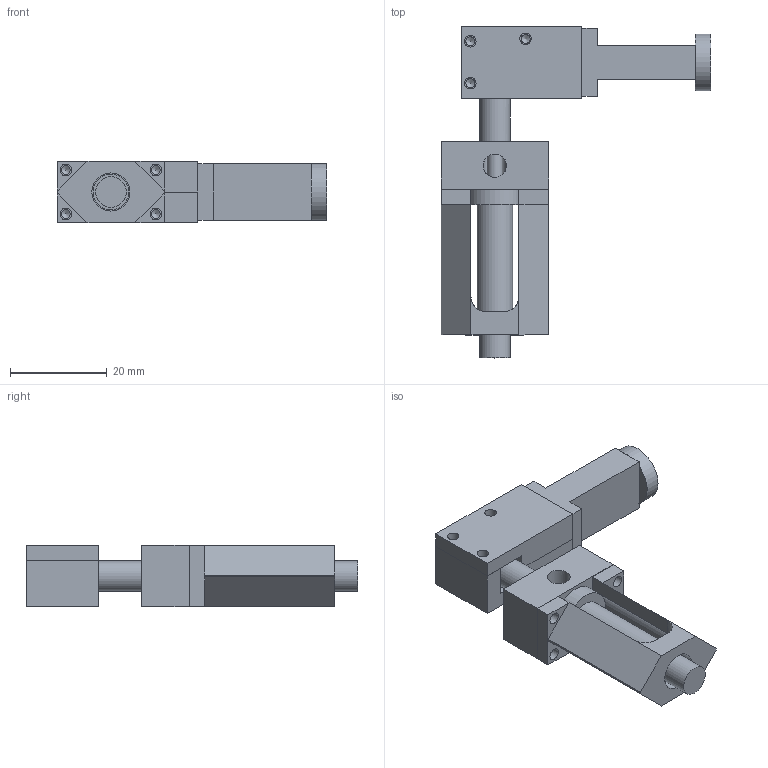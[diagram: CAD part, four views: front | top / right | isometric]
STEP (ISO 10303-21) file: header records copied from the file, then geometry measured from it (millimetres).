
FILE_DESCRIPTION(/* description */ ('STEP AP214'),/* implementation_level */ '2;1');
FILE_NAME(/* name */ '63d6f1a1bca3b66172b71fc0',/* time_stamp */ '2023-01-29T22:22:26+00:00',/* author */ (''),/* organization */ (''),/* preprocessor_version */ 'ST-DEVELOPER v18.102',/* originating_system */ ' ',/* authorisation */ ' ');
FILE_SCHEMA (('AUTOMOTIVE_DESIGN {1 0 10303 214 3 1 1}'));
Length unit declared in the file: metre
Products named in the file (10): RUpper; Striker; Reciever; Part 7; Part 6; Part 5; Part 4; Part 3; Part 2; Part 1
Bounding box: 55.78 x 68.68 x 12.7 mm (x, y, z)
Volume: 13495.1 mm3; surface area: 11871.2 mm2
Topology: 10 solids, 10 shells, 213 faces, 553 edges, 367 vertices
Faces by surface type: plane 119, cylinder 71, cone 12, torus 10, sphere 1
Full cylindrical faces by diameter (mm): 1.548 x2, 1.587 x5, 1.778 x4, 1.829 x1, 1.854 x5, 2.286 x5, 2.375 x3, 2.438 x4, 2.489 x1, 2.896 x1, 3.075 x2, 3.175 x2, 3.429 x1, 4.572 x1, 4.699 x1, 4.826 x2, 5.08 x1, 6.35 x3, 6.452 x1, 7.366 x1, 7.874 x1, 11.43 x1, 11.684 x1
Entity records: 6243 total; most frequent: CARTESIAN_POINT 1074, DIRECTION 1037, ORIENTED_EDGE 880, EDGE_CURVE 440, AXIS2_PLACEMENT_3D 385, FACE_BOUND 345, VERTEX_POINT 337, EDGE_LOOP 333
